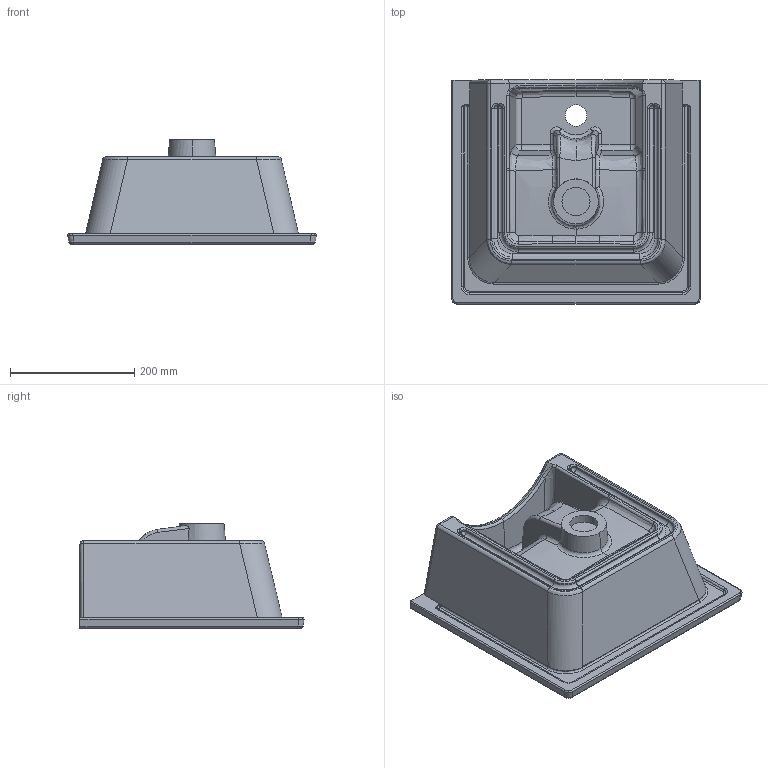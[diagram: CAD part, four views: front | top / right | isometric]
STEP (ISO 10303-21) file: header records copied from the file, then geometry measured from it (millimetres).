
FILE_DESCRIPTION (( 'STEP AP214' ), '1' );
FILE_NAME ('10SL50040.STEP', '2021-11-16T13:02:02', ( '' ), ( '' ), 'SwSTEP 2.0', 'SolidWorks 2020', '' );
FILE_SCHEMA (( 'AUTOMOTIVE_DESIGN' ));
Length unit declared in the file: millimetre
Products named in the file (1): 10SL50040
Bounding box: 399.64 x 360.29 x 167.96 mm (x, y, z)
Volume: 5445362.5 mm3; surface area: 599898.9 mm2
Topology: 1 solids, 1 shells, 254 faces, 585 edges, 333 vertices
Faces by surface type: bspline 104, cylinder 80, plane 43, sphere 12, torus 12, cone 3
Entity records: 16243 total; most frequent: CARTESIAN_POINT 11181, ORIENTED_EDGE 1162, DIRECTION 854, EDGE_CURVE 581, AXIS2_PLACEMENT_3D 337, VERTEX_POINT 333, EDGE_LOOP 260, ADVANCED_FACE 254
